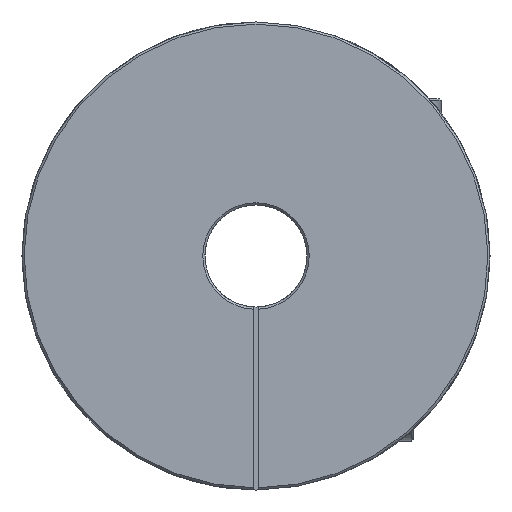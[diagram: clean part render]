
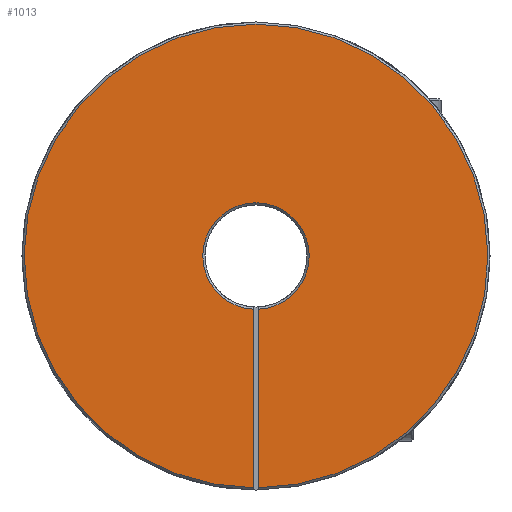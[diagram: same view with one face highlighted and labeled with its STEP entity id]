
A CAD part, left-side view. The second image highlights one B-rep face of the part: STEP entity #1013.
In plain terms, the highlighted planar face has unit normal (-1, 0, 0).
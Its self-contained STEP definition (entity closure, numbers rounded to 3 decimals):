
#519 = VERTEX_POINT ( 'NONE', #3254 ) ;
#520 = VERTEX_POINT ( 'NONE', #3255 ) ;
#559 = VERTEX_POINT ( 'NONE', #3294 ) ;
#560 = VERTEX_POINT ( 'NONE', #3295 ) ;
#561 = VERTEX_POINT ( 'NONE', #3296 ) ;
#1013 = ADVANCED_FACE ( 'NONE', ( #2895 ), #3614, .F. ) ;
#1357 = ORIENTED_EDGE ( 'NONE', *, *, #1505, .F. ) ;
#1358 = ORIENTED_EDGE ( 'NONE', *, *, #1504, .T. ) ;
#1359 = ORIENTED_EDGE ( 'NONE', *, *, #1499, .T. ) ;
#1360 = ORIENTED_EDGE ( 'NONE', *, *, #1423, .T. ) ;
#1361 = ORIENTED_EDGE ( 'NONE', *, *, #1495, .T. ) ;
#1423 = EDGE_CURVE ( 'NONE', #520, #519, #4362, .T. ) ;
#1495 = EDGE_CURVE ( 'NONE', #519, #560, #4454, .T. ) ;
#1499 = EDGE_CURVE ( 'NONE', #561, #520, #4451, .T. ) ;
#1504 = EDGE_CURVE ( 'NONE', #559, #561, #4467, .T. ) ;
#1505 = EDGE_CURVE ( 'NONE', #559, #560, #4465, .T. ) ;
#2137 = EDGE_LOOP ( 'NONE', ( #1357, #1358, #1359, #1360, #1361 ) ) ;
#2553 = AXIS2_PLACEMENT_3D ( 'NONE', #3610, #3617, #3618 ) ;
#2605 = AXIS2_PLACEMENT_3D ( 'NONE', #3841, #3848, #3849 ) ;
#2645 = AXIS2_PLACEMENT_3D ( 'NONE', #4205, #4210, #4211 ) ;
#2646 = AXIS2_PLACEMENT_3D ( 'NONE', #4139, #4185, #4186 ) ;
#2895 = FACE_OUTER_BOUND ( 'NONE', #2137, .T. ) ;
#3254 = CARTESIAN_POINT ( 'NONE',  ( -36., 0., 6.254 ) ) ;
#3255 = CARTESIAN_POINT ( 'NONE',  ( -36., 0.25, -6.249 ) ) ;
#3294 = CARTESIAN_POINT ( 'NONE',  ( -36., -0.25, -27.245 ) ) ;
#3295 = CARTESIAN_POINT ( 'NONE',  ( -36., -0.25, -6.249 ) ) ;
#3296 = CARTESIAN_POINT ( 'NONE',  ( -36., 0.25, -27.245 ) ) ;
#3610 = CARTESIAN_POINT ( 'NONE',  ( -36., 0., 0. ) ) ;
#3614 = PLANE ( 'NONE',  #2553 ) ;
#3617 = DIRECTION ( 'NONE',  ( 1., 0., 0. ) ) ;
#3618 = DIRECTION ( 'NONE',  ( 0., 0., -1. ) ) ;
#3841 = CARTESIAN_POINT ( 'NONE',  ( -36., 0., 0. ) ) ;
#3848 = DIRECTION ( 'NONE',  ( 1., 0., 0. ) ) ;
#3849 = DIRECTION ( 'NONE',  ( 0., 0., -1. ) ) ;
#4139 = CARTESIAN_POINT ( 'NONE',  ( -36., 0., 0. ) ) ;
#4185 = DIRECTION ( 'NONE',  ( 1., 0., 0. ) ) ;
#4186 = DIRECTION ( 'NONE',  ( 0., 0., -1. ) ) ;
#4196 = CARTESIAN_POINT ( 'NONE',  ( -36., 0.25, -27.5 ) ) ;
#4197 = DIRECTION ( 'NONE',  ( 0., 0., 1. ) ) ;
#4205 = CARTESIAN_POINT ( 'NONE',  ( -36., 0., 0. ) ) ;
#4210 = DIRECTION ( 'NONE',  ( -1., 0., 0. ) ) ;
#4211 = DIRECTION ( 'NONE',  ( 0., 0., -1. ) ) ;
#4212 = CARTESIAN_POINT ( 'NONE',  ( -36., -0.25, -27.5 ) ) ;
#4213 = DIRECTION ( 'NONE',  ( 0., 0., 1. ) ) ;
#4362 = CIRCLE ( 'NONE', #2605, 6.254 ) ;
#4451 = LINE ( 'NONE', #4196, #4457 ) ;
#4454 = CIRCLE ( 'NONE', #2646, 6.254 ) ;
#4457 = VECTOR ( 'NONE', #4197, 1000. ) ;
#4465 = LINE ( 'NONE', #4212, #4466 ) ;
#4466 = VECTOR ( 'NONE', #4213, 1000. ) ;
#4467 = CIRCLE ( 'NONE', #2645, 27.246 ) ;
